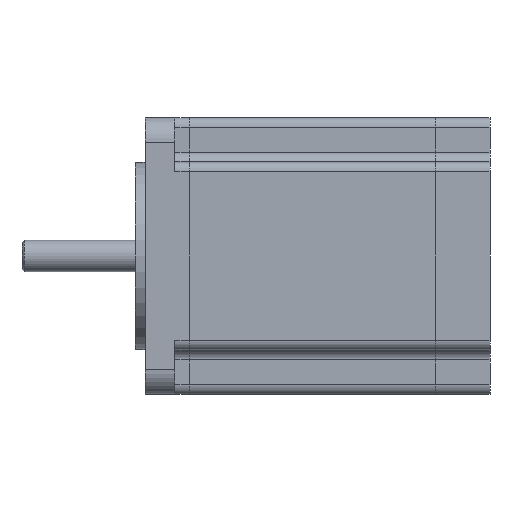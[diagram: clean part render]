
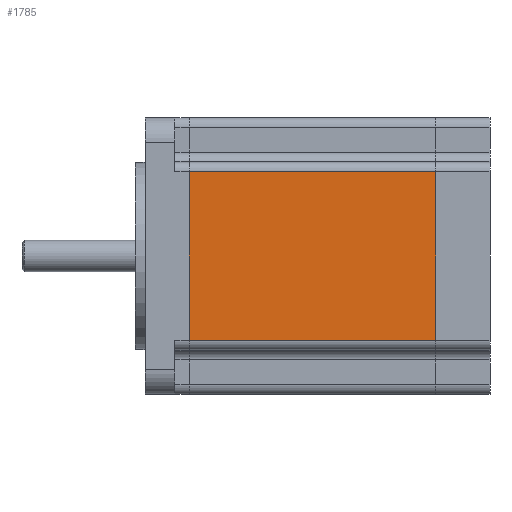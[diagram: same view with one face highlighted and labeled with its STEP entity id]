
A CAD part, left-side view. The second image highlights one B-rep face of the part: STEP entity #1785.
In plain terms, the highlighted planar face has unit normal (-1, 0, 0).
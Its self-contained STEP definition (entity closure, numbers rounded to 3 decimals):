
#90 = CARTESIAN_POINT ( 'NONE',  ( -28.1, 61., -28.1 ) ) ;
#98 = ORIENTED_EDGE ( 'NONE', *, *, #3408, .T. ) ;
#188 = LINE ( 'NONE', #1542, #3685 ) ;
#230 = EDGE_LOOP ( 'NONE', ( #1274, #1346, #776, #98 ) ) ;
#314 = DIRECTION ( 'NONE',  ( 0., 0., 1. ) ) ;
#411 = EDGE_CURVE ( 'NONE', #2585, #1390, #2911, .T. ) ;
#613 = CARTESIAN_POINT ( 'NONE',  ( -28.1, 61., -28.1 ) ) ;
#776 = ORIENTED_EDGE ( 'NONE', *, *, #2554, .F. ) ;
#1274 = ORIENTED_EDGE ( 'NONE', *, *, #411, .T. ) ;
#1346 = ORIENTED_EDGE ( 'NONE', *, *, #1650, .T. ) ;
#1390 = VERTEX_POINT ( 'NONE', #1961 ) ;
#1542 = CARTESIAN_POINT ( 'NONE',  ( -28.1, 61., 17.1 ) ) ;
#1650 = EDGE_CURVE ( 'NONE', #1390, #3078, #188, .T. ) ;
#1660 = VERTEX_POINT ( 'NONE', #3181 ) ;
#1730 = PLANE ( 'NONE',  #2349 ) ;
#1755 = CARTESIAN_POINT ( 'NONE',  ( -28.1, 61., 17.1 ) ) ;
#1785 = ADVANCED_FACE ( 'NONE', ( #4138 ), #1730, .F. ) ;
#1786 = LINE ( 'NONE', #90, #2430 ) ;
#1793 = CARTESIAN_POINT ( 'NONE',  ( -28.1, 11., -28.1 ) ) ;
#1961 = CARTESIAN_POINT ( 'NONE',  ( -28.1, 11., 17.1 ) ) ;
#2034 = DIRECTION ( 'NONE',  ( 0., 0., -1. ) ) ;
#2048 = VECTOR ( 'NONE', #314, 1000. ) ;
#2323 = DIRECTION ( 'NONE',  ( 0., -1., 0. ) ) ;
#2349 = AXIS2_PLACEMENT_3D ( 'NONE', #613, #3948, #2034 ) ;
#2430 = VECTOR ( 'NONE', #3821, 1000. ) ;
#2554 = EDGE_CURVE ( 'NONE', #1660, #3078, #1786, .T. ) ;
#2560 = CARTESIAN_POINT ( 'NONE',  ( -28.1, 11., -17.1 ) ) ;
#2585 = VERTEX_POINT ( 'NONE', #2560 ) ;
#2850 = DIRECTION ( 'NONE',  ( 0., 1., 0. ) ) ;
#2911 = LINE ( 'NONE', #1793, #2048 ) ;
#3078 = VERTEX_POINT ( 'NONE', #1755 ) ;
#3181 = CARTESIAN_POINT ( 'NONE',  ( -28.1, 61., -17.1 ) ) ;
#3365 = LINE ( 'NONE', #4234, #4216 ) ;
#3408 = EDGE_CURVE ( 'NONE', #1660, #2585, #3365, .T. ) ;
#3685 = VECTOR ( 'NONE', #2850, 1000. ) ;
#3821 = DIRECTION ( 'NONE',  ( 0., 0., 1. ) ) ;
#3948 = DIRECTION ( 'NONE',  ( 1., 0., 0. ) ) ;
#4138 = FACE_OUTER_BOUND ( 'NONE', #230, .T. ) ;
#4216 = VECTOR ( 'NONE', #2323, 1000. ) ;
#4234 = CARTESIAN_POINT ( 'NONE',  ( -28.1, 61., -17.1 ) ) ;
